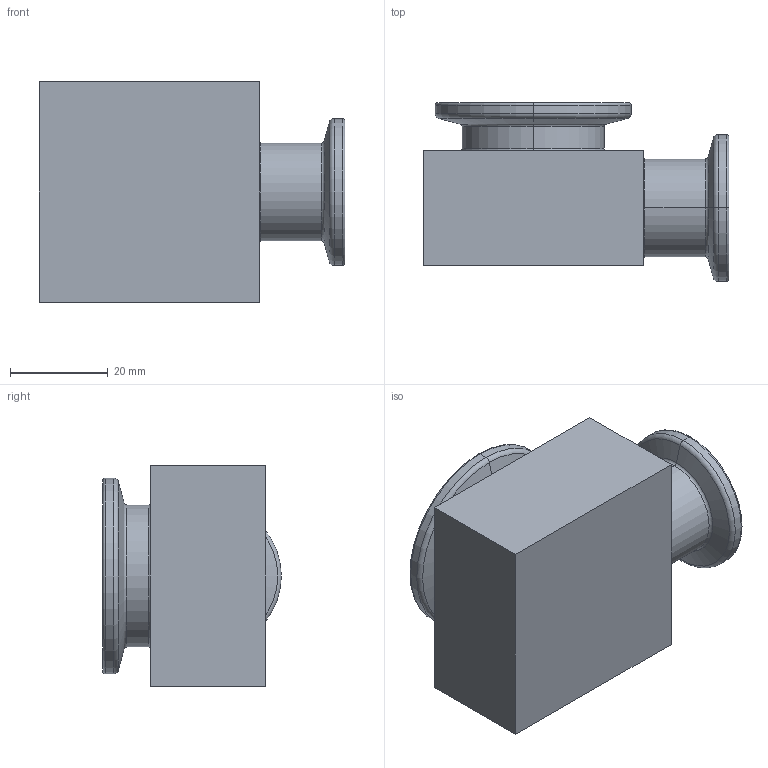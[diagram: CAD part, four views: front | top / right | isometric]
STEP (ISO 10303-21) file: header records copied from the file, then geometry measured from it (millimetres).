
FILE_DESCRIPTION (( 'STEP AP214' ), '1' );
FILE_NAME ('110RWR025-016-V.A.stp', '2018-08-29T06:12:58', ( '' ), ( '' ), 'SwSTEP 2.0', 'SolidWorks 2015', '' );
FILE_SCHEMA (( 'AUTOMOTIVE_DESIGN' ));
Length unit declared in the file: millimetre
Products named in the file (1): 110RWR025-016-V.A
Bounding box: 62.5 x 36.5 x 45 mm (x, y, z)
Volume: 45279.9 mm3; surface area: 15135.1 mm2
Topology: 1 solids, 1 shells, 51 faces, 104 edges, 60 vertices
Faces by surface type: torus 16, cylinder 14, plane 11, cone 10
Entity records: 1474 total; most frequent: CARTESIAN_POINT 316, DIRECTION 272, ORIENTED_EDGE 208, AXIS2_PLACEMENT_3D 118, EDGE_CURVE 104, CIRCLE 66, VERTEX_POINT 60, EDGE_LOOP 58
